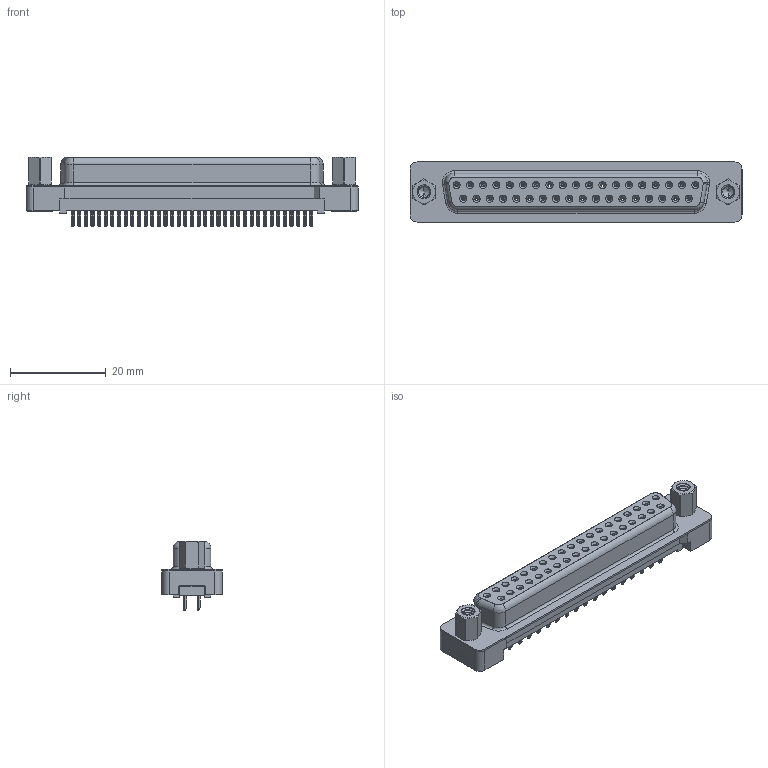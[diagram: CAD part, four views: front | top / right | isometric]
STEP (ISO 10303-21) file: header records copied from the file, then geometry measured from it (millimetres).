
FILE_DESCRIPTION (( 'STEP AP203' ), '1' );
FILE_NAME ('628-037-320-213.STEP', '2020-07-16T00:37:04', ( '' ), ( '' ), 'SwSTEP 2.0', 'SolidWorks 2020', '' );
FILE_SCHEMA (( 'CONFIG_CONTROL_DESIGN' ));
Length unit declared in the file: millimetre
Products named in the file (7): 628 PB 4-40 Threaded Rivet; 628 4-40 Hex Standoff; 628 Plastic Body Housing_37 Contacts; 628 PB Contact Row 1_20; 628 PB Contact Row 2_20; 628-037-320-213; 628 PB Shell_37 Contacts
Assembly tree (43 placements, depth 2):
  628-037-320-213
    628 Plastic Body Housing_37 Contacts
    628 PB Shell_37 Contacts
    628 PB Contact Row 1_20  x19
    628 PB Contact Row 2_20  x18
    628 PB 4-40 Threaded Rivet  x2
    628 4-40 Hex Standoff  x2
Bounding box: 69.32 x 12.55 x 14.5 mm (x, y, z)
Volume: 4455.6 mm3; surface area: 12142.8 mm2
Topology: 43 solids, 43 shells, 3109 faces, 7589 edges, 4614 vertices
Faces by surface type: plane 1268, cylinder 768, bspline 610, torus 248, cone 215
Entity records: 28499 total; most frequent: CARTESIAN_POINT 9337, ORIENTED_EDGE 3642, DIRECTION 3549, EDGE_CURVE 1821, AXIS2_PLACEMENT_3D 1225, VERTEX_POINT 1148, LINE 1099, VECTOR 1099
